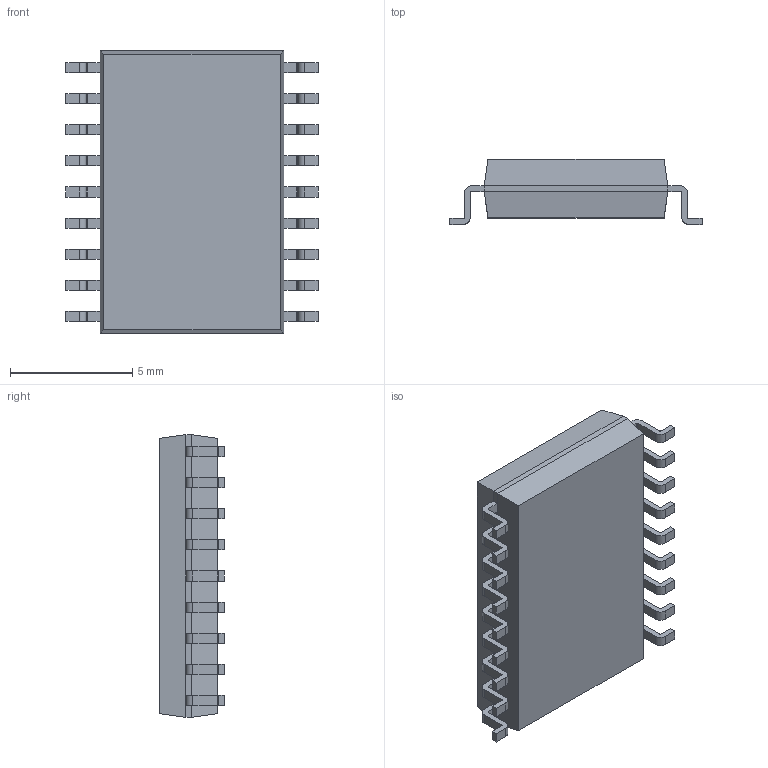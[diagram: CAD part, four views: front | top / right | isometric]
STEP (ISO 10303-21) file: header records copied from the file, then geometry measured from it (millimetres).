
FILE_DESCRIPTION (( 'STEP AP214' ), '1' );
FILE_NAME ('PIC16F88-I_SO.STEP', '2020-12-18T12:00:05', ( '' ), ( '' ), 'SwSTEP 2.0', 'SolidWorks 2018', '' );
FILE_SCHEMA (( 'AUTOMOTIVE_DESIGN' ));
Length unit declared in the file: millimetre
Products named in the file (1): PIC16F88-I_SO
Bounding box: 10.3 x 2.65 x 11.55 mm (x, y, z)
Volume: 205.1 mm3; surface area: 316.4 mm2
Topology: 19 solids, 19 shells, 266 faces, 676 edges, 448 vertices
Faces by surface type: plane 194, cylinder 72
Entity records: 8176 total; most frequent: CARTESIAN_POINT 1391, DIRECTION 1354, ORIENTED_EDGE 1352, EDGE_CURVE 676, VECTOR 532, LINE 532, VERTEX_POINT 448, AXIS2_PLACEMENT_3D 411
